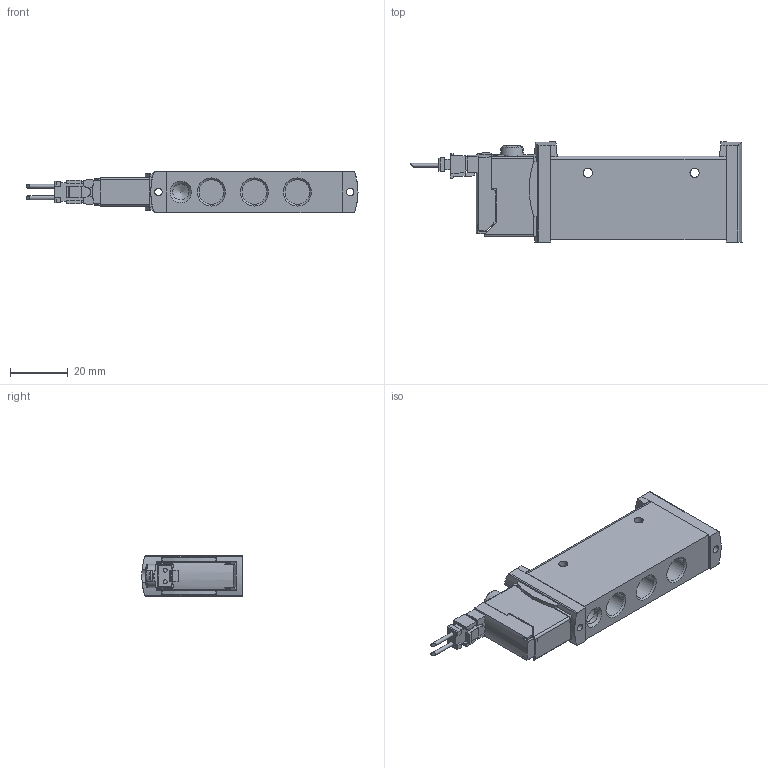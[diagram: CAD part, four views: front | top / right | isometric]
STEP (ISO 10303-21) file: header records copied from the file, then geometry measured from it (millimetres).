
FILE_DESCRIPTION(/* description */ ('STEP AP214'),/* implementation_level */ '2;1');
FILE_NAME(/* name */ '576256_VUVG-L14-M52-AT-G18-1H2L-W1',/* time_stamp */ '2024-09-14T05:51:40+02:00',/* author */ ('License CC BY-ND 4.0'),/* organization */ ('CADENAS'),/* preprocessor_version */ 'ST-DEVELOPER v19.3',/* originating_system */ 'PARTsolutions',/* authorisation */ ' ');
FILE_SCHEMA (('AUTOMOTIVE_DESIGN {1 0 10303 214 3 1 1}'));
Length unit declared in the file: millimetre
Products named in the file (4): 576256 VUVG-L14-M52-AT-G18-1H2L-W1; 564212 VUVG-L-14-M52-A-T-G18--1H2--L-W1---(G); 566714 VAVE-L1-1VH2-LP; 566654 NEBV-H1G2-KN-0.5-N-LE2
Assembly tree (3 placements, depth 2):
  576256 VUVG-L14-M52-AT-G18-1H2L-W1
    564212 VUVG-L-14-M52-A-T-G18--1H2--L-W1---(G)
    566714 VAVE-L1-1VH2-LP
    566654 NEBV-H1G2-KN-0.5-N-LE2
Bounding box: 115.14 x 34.8 x 14.4 mm (x, y, z)
Volume: 33686.7 mm3; surface area: 12725.3 mm2
Topology: 3 solids, 3 shells, 558 faces, 1480 edges, 963 vertices
Faces by surface type: plane 404, cylinder 131, cone 16, torus 6, sphere 1
Full cylindrical faces by diameter (mm): 1.3 x2, 2.6 x2, 3.2 x2, 3.8 x1, 3.9 x1, 5.6 x1, 8.1 x1, 8.566 x5
Entity records: 19157 total; most frequent: CARTESIAN_POINT 3214, ORIENTED_EDGE 2876, DIRECTION 2813, EDGE_CURVE 1438, LINE 1029, VECTOR 1029, VERTEX_POINT 951, AXIS2_PLACEMENT_3D 892
